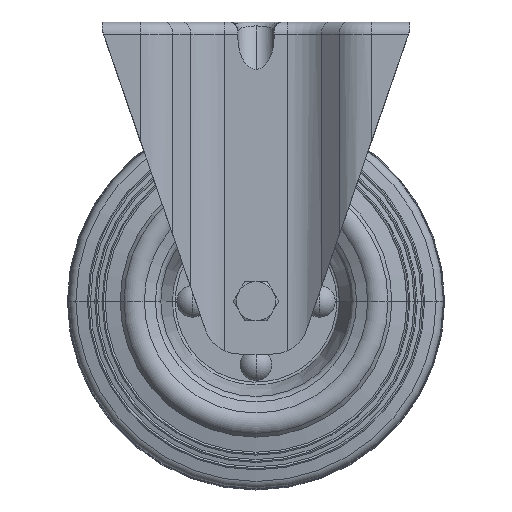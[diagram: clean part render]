
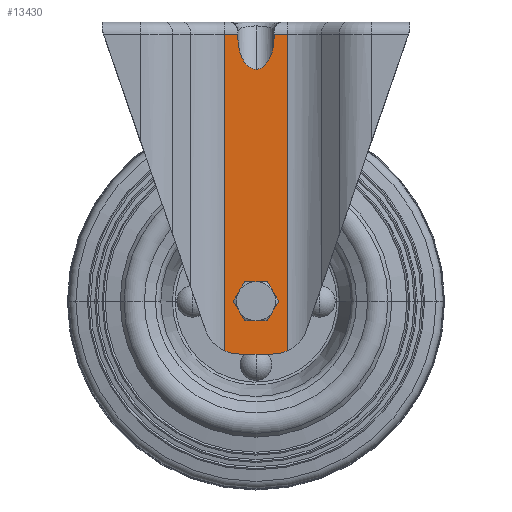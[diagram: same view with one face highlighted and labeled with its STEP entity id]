
A CAD part, top view. The second image highlights one B-rep face of the part: STEP entity #13430.
In plain terms, the highlighted planar face has unit normal (0, 0, 1).
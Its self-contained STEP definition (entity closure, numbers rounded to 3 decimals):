
#162 = LINE ( 'NONE', #2346, #6972 ) ;
#277 = CARTESIAN_POINT ( 'NONE',  ( 6., -11.308, 28.5 ) ) ;
#537 = CARTESIAN_POINT ( 'NONE',  ( -17., -110., 28.5 ) ) ;
#621 = VERTEX_POINT ( 'NONE', #16132 ) ;
#690 = CARTESIAN_POINT ( 'NONE',  ( 6., -4., 28.5 ) ) ;
#1030 = ORIENTED_EDGE ( 'NONE', *, *, #11057, .F. ) ;
#1073 = DIRECTION ( 'NONE',  ( 0., 1., 0. ) ) ;
#1166 = AXIS2_PLACEMENT_3D ( 'NONE', #3748, #17326, #17558 ) ;
#1287 = LINE ( 'NONE', #6360, #15362 ) ;
#1382 = CARTESIAN_POINT ( 'NONE',  ( -5.425, -110., 28.5 ) ) ;
#1418 = ORIENTED_EDGE ( 'NONE', *, *, #10383, .T. ) ;
#1470 = EDGE_CURVE ( 'NONE', #4447, #5511, #1287, .T. ) ;
#1571 = CIRCLE ( 'NONE', #17549, 12. ) ;
#1583 = EDGE_CURVE ( 'NONE', #8365, #7453, #11947, .T. ) ;
#1783 = VERTEX_POINT ( 'NONE', #1382 ) ;
#1806 = DIRECTION ( 'NONE',  ( 1., 0., 0. ) ) ;
#1882 = ORIENTED_EDGE ( 'NONE', *, *, #13640, .T. ) ;
#2268 = VERTEX_POINT ( 'NONE', #9111 ) ;
#2346 = CARTESIAN_POINT ( 'NONE',  ( -17., -4., 28.5 ) ) ;
#3112 = CARTESIAN_POINT ( 'NONE',  ( -5.425, -98., 28.5 ) ) ;
#3340 = DIRECTION ( 'NONE',  ( 1., 0., 0. ) ) ;
#3393 = ORIENTED_EDGE ( 'NONE', *, *, #16897, .F. ) ;
#3505 = LINE ( 'NONE', #7489, #16902 ) ;
#3542 = EDGE_CURVE ( 'NONE', #7453, #8365, #10100, .T. ) ;
#3748 = CARTESIAN_POINT ( 'NONE',  ( 5.425, -98., 28.5 ) ) ;
#4190 = EDGE_CURVE ( 'NONE', #2268, #8735, #12611, .T. ) ;
#4257 = VERTEX_POINT ( 'NONE', #11856 ) ;
#4320 = ORIENTED_EDGE ( 'NONE', *, *, #3542, .F. ) ;
#4447 = VERTEX_POINT ( 'NONE', #9278 ) ;
#4653 = EDGE_LOOP ( 'NONE', ( #17115, #9593, #1882, #9335, #11618, #17586, #1418, #14517, #3393, #13845, #1030 ) ) ;
#4958 = AXIS2_PLACEMENT_3D ( 'NONE', #14963, #14757, #3340 ) ;
#5115 = DIRECTION ( 'NONE',  ( -1., 0., 0. ) ) ;
#5186 = DIRECTION ( 'NONE',  ( 0., -1., 0. ) ) ;
#5401 = EDGE_LOOP ( 'NONE', ( #11937, #4320 ) ) ;
#5511 = VERTEX_POINT ( 'NONE', #16367 ) ;
#5548 = VECTOR ( 'NONE', #13893, 1000. ) ;
#5780 = DIRECTION ( 'NONE',  ( 1., 0., 0. ) ) ;
#6081 = CARTESIAN_POINT ( 'NONE',  ( -3.515, -15.641, 28.5 ) ) ;
#6297 = FACE_BOUND ( 'NONE', #5401, .T. ) ;
#6360 = CARTESIAN_POINT ( 'NONE',  ( -10.373, -101.243, 28.5 ) ) ;
#6540 = CARTESIAN_POINT ( 'NONE',  ( 10.373, 0., 28.5 ) ) ;
#6718 = AXIS2_PLACEMENT_3D ( 'NONE', #14638, #14395, #14516 ) ;
#6886 = DIRECTION ( 'NONE',  ( 0., 0., 1. ) ) ;
#6949 = CARTESIAN_POINT ( 'NONE',  ( -17., -110., 28.5 ) ) ;
#6972 = VECTOR ( 'NONE', #5115, 1000. ) ;
#7022 = CARTESIAN_POINT ( 'NONE',  ( -6., -110., 28.5 ) ) ;
#7453 = VERTEX_POINT ( 'NONE', #14190 ) ;
#7476 = EDGE_CURVE ( 'NONE', #1783, #4257, #9562, .T. ) ;
#7489 = CARTESIAN_POINT ( 'NONE',  ( 6., -110., 28.5 ) ) ;
#7528 = CARTESIAN_POINT ( 'NONE',  ( 10.373, -108.933, 28.5 ) ) ;
#7620 = CARTESIAN_POINT ( 'NONE',  ( 0., -15.641, 28.5 ) ) ;
#8262 = CARTESIAN_POINT ( 'NONE',  ( 10.373, -4., 28.5 ) ) ;
#8365 = VERTEX_POINT ( 'NONE', #12075 ) ;
#8374 = CARTESIAN_POINT ( 'NONE',  ( 3.515, -15.641, 28.5 ) ) ;
#8735 = VERTEX_POINT ( 'NONE', #12271 ) ;
#9041 = CARTESIAN_POINT ( 'NONE',  ( -6., -11.308, 28.5 ) ) ;
#9111 = CARTESIAN_POINT ( 'NONE',  ( -6., -5.181, 28.5 ) ) ;
#9278 = CARTESIAN_POINT ( 'NONE',  ( -10.373, -4., 28.5 ) ) ;
#9335 = ORIENTED_EDGE ( 'NONE', *, *, #14844, .T. ) ;
#9514 = VECTOR ( 'NONE', #1073, 1000. ) ;
#9562 = LINE ( 'NONE', #537, #12121 ) ;
#9593 = ORIENTED_EDGE ( 'NONE', *, *, #12973, .T. ) ;
#9631 = EDGE_CURVE ( 'NONE', #14477, #2268, #12695, .T. ) ;
#9690 = CARTESIAN_POINT ( 'NONE',  ( 0., -15.641, 28.5 ) ) ;
#9769 = CARTESIAN_POINT ( 'NONE',  ( 0., -15.641, 28.5 ) ) ;
#9920 = VERTEX_POINT ( 'NONE', #8262 ) ;
#10100 = CIRCLE ( 'NONE', #6718, 4.1 ) ;
#10383 = EDGE_CURVE ( 'NONE', #8735, #4447, #11680, .T. ) ;
#11057 = EDGE_CURVE ( 'NONE', #12474, #4257, #12712, .T. ) ;
#11157 = DIRECTION ( 'NONE',  ( -1., 0., 0. ) ) ;
#11618 = ORIENTED_EDGE ( 'NONE', *, *, #9631, .T. ) ;
#11680 = LINE ( 'NONE', #12432, #15086 ) ;
#11804 = VERTEX_POINT ( 'NONE', #690 ) ;
#11856 = CARTESIAN_POINT ( 'NONE',  ( 5.425, -110., 28.5 ) ) ;
#11937 = ORIENTED_EDGE ( 'NONE', *, *, #1583, .F. ) ;
#11947 = CIRCLE ( 'NONE', #4958, 4.1 ) ;
#12075 = CARTESIAN_POINT ( 'NONE',  ( -4.1, -92.5, 28.5 ) ) ;
#12121 = VECTOR ( 'NONE', #5780, 1000. ) ;
#12271 = CARTESIAN_POINT ( 'NONE',  ( -6., -4., 28.5 ) ) ;
#12432 = CARTESIAN_POINT ( 'NONE',  ( -17., -4., 28.5 ) ) ;
#12474 = VERTEX_POINT ( 'NONE', #7528 ) ;
#12509 = LINE ( 'NONE', #6540, #9514 ) ;
#12514 = DIRECTION ( 'NONE',  ( 1., 0., 0. ) ) ;
#12611 = LINE ( 'NONE', #7022, #5548 ) ;
#12695 =( BOUNDED_CURVE ( )  B_SPLINE_CURVE ( 3, ( #7620, #6081, #9041, #15724 ),
 .UNSPECIFIED., .F., .F. ) 
 B_SPLINE_CURVE_WITH_KNOTS ( ( 4, 4 ),
 ( 3.142, 4.712 ),
 .UNSPECIFIED. ) 
 CURVE ( )  GEOMETRIC_REPRESENTATION_ITEM ( )  RATIONAL_B_SPLINE_CURVE ( ( 1., 0.805, 0.805, 1. ) ) 
 REPRESENTATION_ITEM ( '' )  );
#12712 = CIRCLE ( 'NONE', #1166, 12. ) ;
#12973 = EDGE_CURVE ( 'NONE', #9920, #11804, #162, .T. ) ;
#13430 = ADVANCED_FACE ( 'NONE', ( #6297, #13586 ), #15064, .T. ) ;
#13586 = FACE_OUTER_BOUND ( 'NONE', #4653, .T. ) ;
#13640 = EDGE_CURVE ( 'NONE', #11804, #621, #3505, .T. ) ;
#13845 = ORIENTED_EDGE ( 'NONE', *, *, #7476, .T. ) ;
#13893 = DIRECTION ( 'NONE',  ( 0., 1., 0. ) ) ;
#14190 = CARTESIAN_POINT ( 'NONE',  ( 4.1, -92.5, 28.5 ) ) ;
#14395 = DIRECTION ( 'NONE',  ( 0., 0., 1. ) ) ;
#14477 = VERTEX_POINT ( 'NONE', #9769 ) ;
#14516 = DIRECTION ( 'NONE',  ( 1., 0., 0. ) ) ;
#14517 = ORIENTED_EDGE ( 'NONE', *, *, #1470, .T. ) ;
#14536 = DIRECTION ( 'NONE',  ( 0., -1., 0. ) ) ;
#14638 = CARTESIAN_POINT ( 'NONE',  ( 0., -92.5, 28.5 ) ) ;
#14757 = DIRECTION ( 'NONE',  ( 0., 0., 1. ) ) ;
#14844 = EDGE_CURVE ( 'NONE', #621, #14477, #16485, .T. ) ;
#14963 = CARTESIAN_POINT ( 'NONE',  ( 0., -92.5, 28.5 ) ) ;
#15064 = PLANE ( 'NONE',  #17429 ) ;
#15086 = VECTOR ( 'NONE', #11157, 1000. ) ;
#15118 = CARTESIAN_POINT ( 'NONE',  ( 6., -5.181, 28.5 ) ) ;
#15362 = VECTOR ( 'NONE', #5186, 1000. ) ;
#15724 = CARTESIAN_POINT ( 'NONE',  ( -6., -5.181, 28.5 ) ) ;
#16132 = CARTESIAN_POINT ( 'NONE',  ( 6., -5.181, 28.5 ) ) ;
#16367 = CARTESIAN_POINT ( 'NONE',  ( -10.373, -108.933, 28.5 ) ) ;
#16485 =( BOUNDED_CURVE ( )  B_SPLINE_CURVE ( 3, ( #15118, #277, #8374, #9690 ),
 .UNSPECIFIED., .F., .F. ) 
 B_SPLINE_CURVE_WITH_KNOTS ( ( 4, 4 ),
 ( 4.712, 6.283 ),
 .UNSPECIFIED. ) 
 CURVE ( )  GEOMETRIC_REPRESENTATION_ITEM ( )  RATIONAL_B_SPLINE_CURVE ( ( 1., 0.805, 0.805, 1. ) ) 
 REPRESENTATION_ITEM ( '' )  );
#16548 = EDGE_CURVE ( 'NONE', #12474, #9920, #12509, .T. ) ;
#16625 = DIRECTION ( 'NONE',  ( 0., 0., -1. ) ) ;
#16897 = EDGE_CURVE ( 'NONE', #1783, #5511, #1571, .T. ) ;
#16902 = VECTOR ( 'NONE', #14536, 1000. ) ;
#17115 = ORIENTED_EDGE ( 'NONE', *, *, #16548, .T. ) ;
#17326 = DIRECTION ( 'NONE',  ( 0., 0., -1. ) ) ;
#17429 = AXIS2_PLACEMENT_3D ( 'NONE', #6949, #6886, #12514 ) ;
#17549 = AXIS2_PLACEMENT_3D ( 'NONE', #3112, #16625, #1806 ) ;
#17558 = DIRECTION ( 'NONE',  ( 1., 0., 0. ) ) ;
#17586 = ORIENTED_EDGE ( 'NONE', *, *, #4190, .T. ) ;
